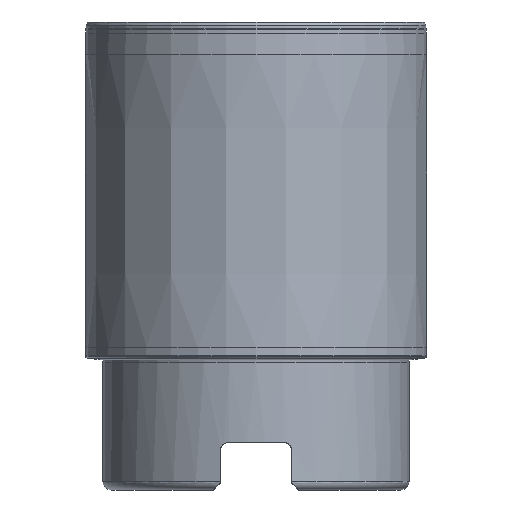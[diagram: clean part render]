
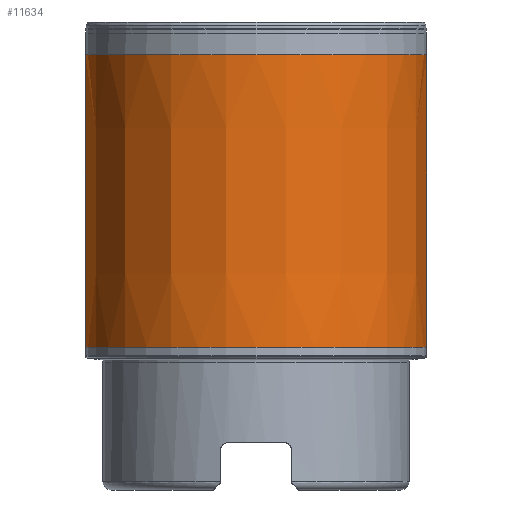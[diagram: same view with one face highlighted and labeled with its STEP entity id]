
A CAD part, left-side view. The second image highlights one B-rep face of the part: STEP entity #11634.
In plain terms, the highlighted conical face has half-angle 0.026 degrees and reference radius 20.042 mm.
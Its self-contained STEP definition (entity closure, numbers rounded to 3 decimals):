
#1942=CARTESIAN_POINT('',(0.,20.05,51.138));
#1975=CARTESIAN_POINT('',(0.,-20.05,51.138));
#2008=CARTESIAN_POINT('',(0.,0.,51.138));
#2009=DIRECTION('',(0.,0.,1.));
#2010=DIRECTION('',(0.,1.,0.));
#2011=AXIS2_PLACEMENT_3D('',#2008,#2009,#2010);
#6203=CARTESIAN_POINT('',(0.,20.034,16.783));
#6236=CARTESIAN_POINT('',(0.,-20.034,16.783));
#6243=DIRECTION('',(0.,0.,1.));
#6244=VECTOR('',#6243,34.355);
#6245=CARTESIAN_POINT('',(0.,20.034,16.783));
#6246=LINE('',#6245,#6244);
#6247=DIRECTION('',(0.,0.,1.));
#6248=VECTOR('',#6247,34.355);
#6249=CARTESIAN_POINT('',(0.,-20.034,16.783));
#6250=LINE('',#6249,#6248);
#6251=CARTESIAN_POINT('',(0.,0.,16.783));
#6252=DIRECTION('',(0.,0.,1.));
#6253=DIRECTION('',(0.,1.,0.));
#6254=AXIS2_PLACEMENT_3D('',#6251,#6252,#6253);
#6261=VERTEX_POINT('',#1942);
#6323=VERTEX_POINT('',#6203);
#6324=VERTEX_POINT('',#1975);
#6386=VERTEX_POINT('',#6236);
#11621=CARTESIAN_POINT('',(0.,0.,33.961));
#11622=DIRECTION('',(0.,0.,1.));
#11623=DIRECTION('',(0.,1.,0.));
#11624=AXIS2_PLACEMENT_3D('',#11621,#11622,#11623);
#11625=CONICAL_SURFACE('',#11624,20.042,0.026);
#11627=ORIENTED_EDGE('',*,*,#11626,.T.);
#11628=ORIENTED_EDGE('',*,*,#6476,.T.);
#11630=ORIENTED_EDGE('',*,*,#11629,.F.);
#11631=ORIENTED_EDGE('',*,*,#11614,.F.);
#11632=EDGE_LOOP('',(#11627,#11628,#11630,#11631));
#11633=FACE_OUTER_BOUND('',#11632,.F.);
#11634=ADVANCED_FACE('',(#11633),#11625,.T.);
#2012=CIRCLE('',#2011,20.05);
#6255=CIRCLE('',#6254,20.034);
#6476=EDGE_CURVE('',#6261,#6324,#2012,.T.);
#11614=EDGE_CURVE('',#6323,#6386,#6255,.T.);
#11626=EDGE_CURVE('',#6323,#6261,#6246,.T.);
#11629=EDGE_CURVE('',#6386,#6324,#6250,.T.);
